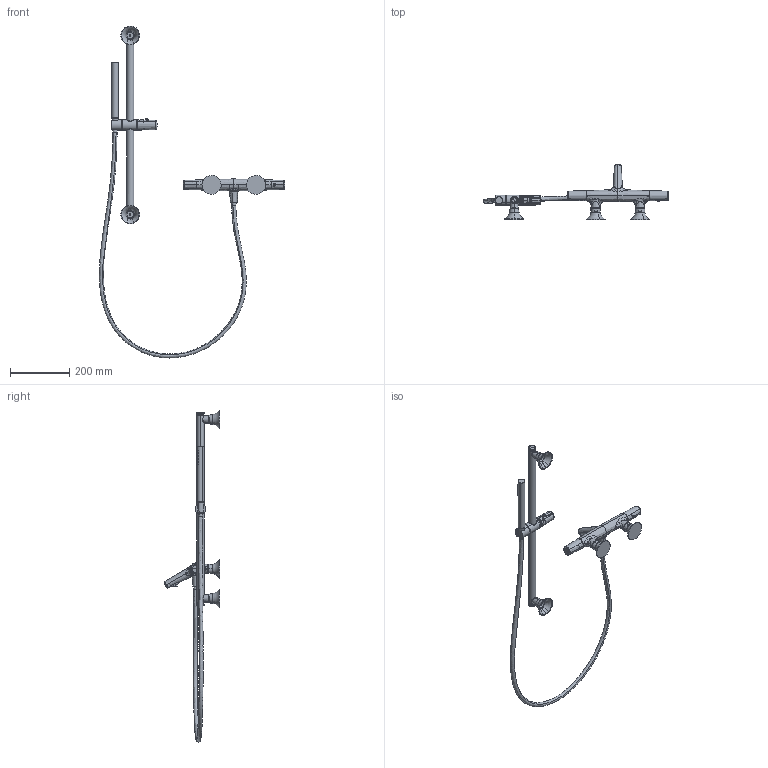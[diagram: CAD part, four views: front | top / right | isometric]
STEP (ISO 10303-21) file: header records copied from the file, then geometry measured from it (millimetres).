
FILE_DESCRIPTION(('CATIA V5 STEP Exchange'),'2;1');
FILE_NAME('VI S2101 0 ThermoVasca con saliscendi.stp','2018-11-19T09:33:21+00:00',('none'),('none'),'Version 5-6 Release 2013','CATIA V5 STEP AP203','none');
FILE_SCHEMA(('CONFIG_CONTROL_DESIGN'));
Products named in the file (1): VI S2101 0
Bounding box: 625.74 x 187.45 x 1121.13 mm (x, y, z)
Volume: 1035476.1 mm3; surface area: 330628.6 mm2
Topology: 4 solids, 24 shells, 1307 faces, 3031 edges, 1876 vertices
Faces by surface type: cylinder 447, plane 326, bspline 198, torus 135, cone 133, sphere 49, revolution 19
Entity records: 58078 total; most frequent: CARTESIAN_POINT 33395, ORIENTED_EDGE 5932, DIRECTION 3181, EDGE_CURVE 2969, VERTEX_POINT 1876, AXIS2_PLACEMENT_3D 1819, EDGE_LOOP 1484, ADVANCED_FACE 1307
